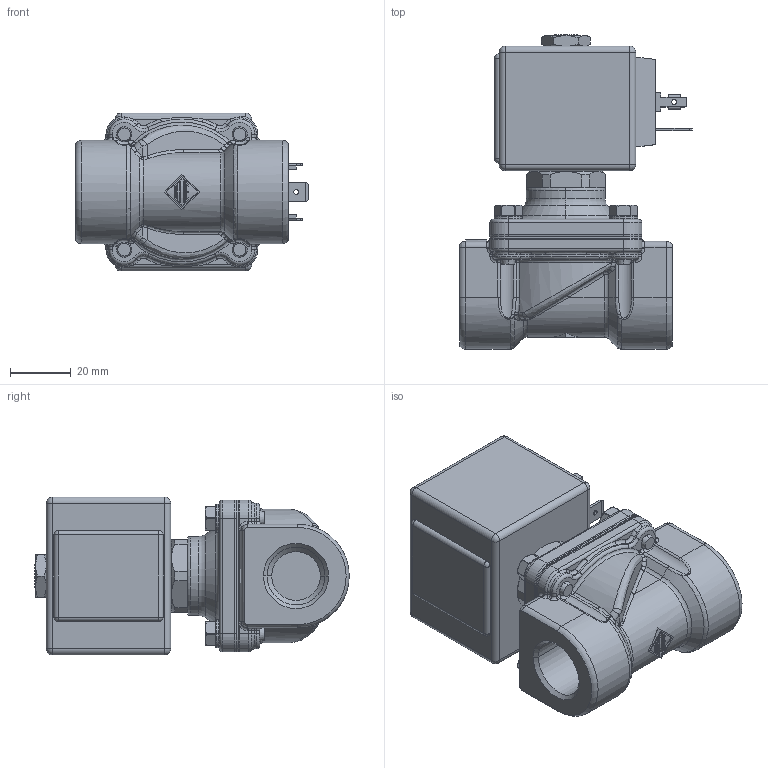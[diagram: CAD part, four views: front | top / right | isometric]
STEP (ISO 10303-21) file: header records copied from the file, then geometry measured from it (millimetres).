
FILE_DESCRIPTION((''),'2;1');
FILE_NAME('21HT4K0Y160_GDH_INGOMBRO_ASM','2009-12-09T',('romeri'),('O.D.E.'),'PRO/ENGINEER BY PARAMETRIC TECHNOLOGY CORPORATION, 2005450','PRO/ENGINEER BY PARAMETRIC TECHNOLOGY CORPORATION, 2005450','');
FILE_SCHEMA(('CONFIG_CONTROL_DESIGN'));
Length unit declared in the file: millimetre
Products named in the file (10): 4500H2_INGOMBRO; 450290_INGOMBRO; 451038_INGOMBRO; 450691_INGOMBRO; ROSETTE_UNI_1751_M5; VITE_T_ESAGONALE_ISO_4_M5X16; BOBINA_14_W_INGOMBRO; 450145; 450146; 21HT4K0Y160_GDH_INGOMBRO_ASM
Assembly tree (15 placements, depth 2):
  21HT4K0Y160_GDH_INGOMBRO_ASM
    4500H2_INGOMBRO
    450290_INGOMBRO
    451038_INGOMBRO
    450691_INGOMBRO
    ROSETTE_UNI_1751_M5  x4
    VITE_T_ESAGONALE_ISO_4_M5X16  x4
    BOBINA_14_W_INGOMBRO
    450145
    450146
Bounding box: 76.65 x 103.5 x 52 mm (x, y, z)
Volume: 94527.9 mm3; surface area: 65336.6 mm2
Topology: 14 solids, 22 shells, 1135 faces, 2674 edges, 1608 vertices
Faces by surface type: cylinder 365, plane 341, torus 166, bspline 138, cone 97, sphere 28
Entity records: 37876 total; most frequent: CARTESIAN_POINT 8036, DIRECTION 4391, ORIENTED_EDGE 4208, PRESENTATION_STYLE_ASSIGNMENT 2481, EDGE_CURVE 2106, STYLED_ITEM 2091, CURVE_STYLE 2058, AXIS2_PLACEMENT_3D 1712
